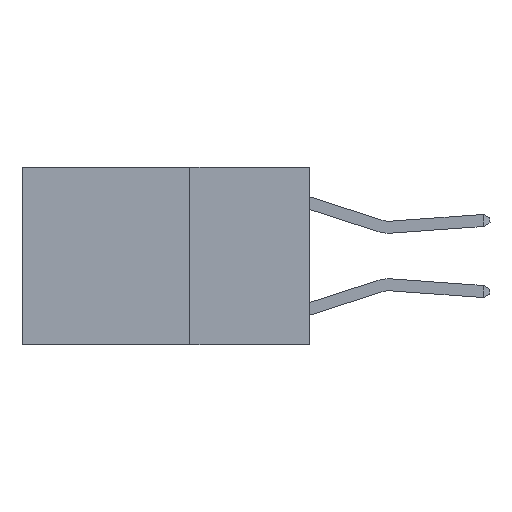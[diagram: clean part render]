
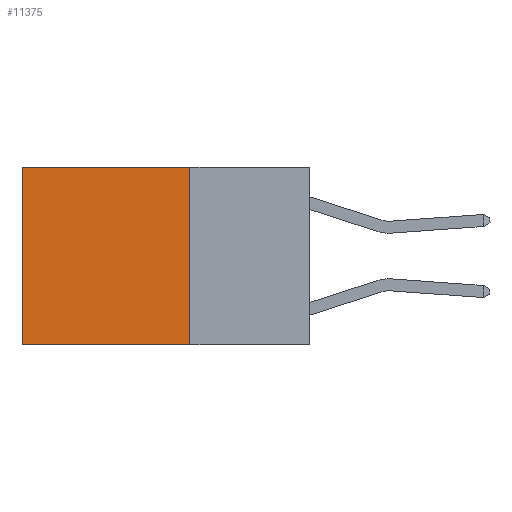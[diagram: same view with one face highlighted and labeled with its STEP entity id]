
A CAD part, left-side view. The second image highlights one B-rep face of the part: STEP entity #11375.
In plain terms, the highlighted planar face has unit normal (-1, 0, 0).
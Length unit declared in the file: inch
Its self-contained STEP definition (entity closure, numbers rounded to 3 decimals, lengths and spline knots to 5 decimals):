
#178 = EDGE_CURVE ( 'NONE', #13045, #3943, #2039, .T. ) ;
#264 = VECTOR ( 'NONE', #766, 39.37008 ) ;
#451 = DIRECTION ( 'NONE',  ( 0., 0., -1. ) ) ;
#511 = DIRECTION ( 'NONE',  ( 1., 0., 0. ) ) ;
#706 = CARTESIAN_POINT ( 'NONE',  ( 0.2625, 0.25, 0. ) ) ;
#766 = DIRECTION ( 'NONE',  ( 0., 0., -1. ) ) ;
#771 = FACE_OUTER_BOUND ( 'NONE', #10401, .T. ) ;
#2039 = LINE ( 'NONE', #2041, #264 ) ;
#2041 = CARTESIAN_POINT ( 'NONE',  ( 0.2625, 0.6, 0. ) ) ;
#2699 = EDGE_CURVE ( 'NONE', #7501, #3943, #15586, .T. ) ;
#3062 = CARTESIAN_POINT ( 'NONE',  ( 0.2625, 0.25, 0. ) ) ;
#3640 = LINE ( 'NONE', #17016, #10586 ) ;
#3698 = ORIENTED_EDGE ( 'NONE', *, *, #2699, .F. ) ;
#3943 = VERTEX_POINT ( 'NONE', #12220 ) ;
#5574 = VERTEX_POINT ( 'NONE', #3062 ) ;
#6730 = EDGE_CURVE ( 'NONE', #5574, #7501, #3640, .T. ) ;
#7501 = VERTEX_POINT ( 'NONE', #17516 ) ;
#7957 = ORIENTED_EDGE ( 'NONE', *, *, #6730, .F. ) ;
#8304 = DIRECTION ( 'NONE',  ( 0., 0., -1. ) ) ;
#8827 = ORIENTED_EDGE ( 'NONE', *, *, #178, .T. ) ;
#10401 = EDGE_LOOP ( 'NONE', ( #8827, #3698, #7957, #11954 ) ) ;
#10564 = LINE ( 'NONE', #12906, #11889 ) ;
#10586 = VECTOR ( 'NONE', #8304, 39.37008 ) ;
#11375 = ADVANCED_FACE ( 'NONE', ( #771 ), #14606, .F. ) ;
#11889 = VECTOR ( 'NONE', #14250, 39.37008 ) ;
#11954 = ORIENTED_EDGE ( 'NONE', *, *, #16320, .T. ) ;
#12220 = CARTESIAN_POINT ( 'NONE',  ( 0.2625, 0.6, -0.37 ) ) ;
#12906 = CARTESIAN_POINT ( 'NONE',  ( 0.2625, 0.25, 0. ) ) ;
#13045 = VERTEX_POINT ( 'NONE', #15200 ) ;
#14047 = VECTOR ( 'NONE', #15312, 39.37008 ) ;
#14250 = DIRECTION ( 'NONE',  ( 0., 1., 0. ) ) ;
#14606 = PLANE ( 'NONE',  #15916 ) ;
#15200 = CARTESIAN_POINT ( 'NONE',  ( 0.2625, 0.6, 0. ) ) ;
#15312 = DIRECTION ( 'NONE',  ( 0., 1., 0. ) ) ;
#15586 = LINE ( 'NONE', #18189, #14047 ) ;
#15916 = AXIS2_PLACEMENT_3D ( 'NONE', #706, #511, #451 ) ;
#16320 = EDGE_CURVE ( 'NONE', #5574, #13045, #10564, .T. ) ;
#17016 = CARTESIAN_POINT ( 'NONE',  ( 0.2625, 0.25, 0. ) ) ;
#17516 = CARTESIAN_POINT ( 'NONE',  ( 0.2625, 0.25, -0.37 ) ) ;
#18189 = CARTESIAN_POINT ( 'NONE',  ( 0.2625, 0.25, -0.37 ) ) ;
